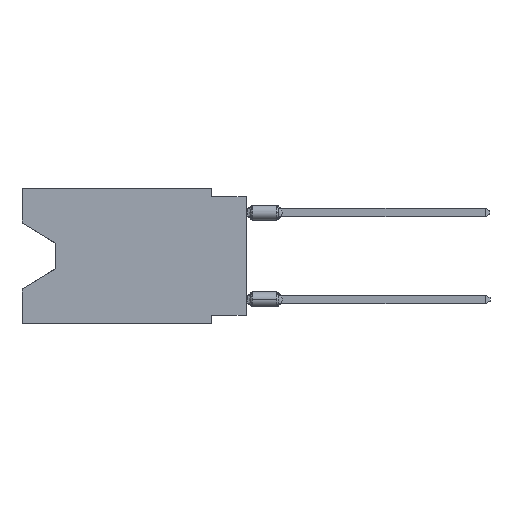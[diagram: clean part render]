
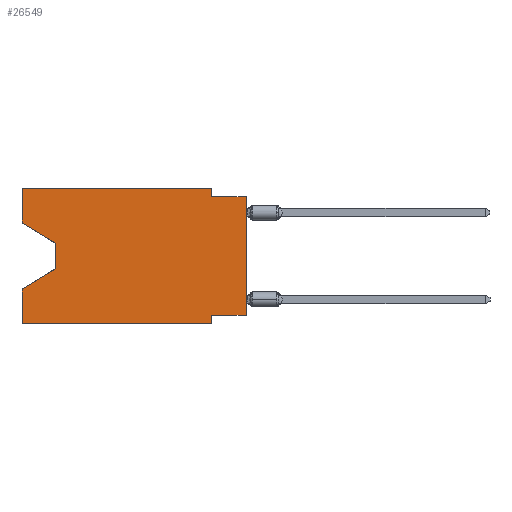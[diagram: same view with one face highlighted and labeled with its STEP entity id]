
A CAD part, left-side view. The second image highlights one B-rep face of the part: STEP entity #26549.
In plain terms, the highlighted planar face has unit normal (-1, 0, 0).
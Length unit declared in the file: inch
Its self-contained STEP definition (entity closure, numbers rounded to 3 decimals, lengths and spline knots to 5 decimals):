
#437 = VERTEX_POINT ( 'NONE', #43921 ) ;
#1265 = EDGE_CURVE ( 'NONE', #50235, #23311, #39059, .T. ) ;
#1912 = VECTOR ( 'NONE', #26009, 39.37008 ) ;
#2314 = VECTOR ( 'NONE', #22373, 39.37008 ) ;
#2873 = DIRECTION ( 'NONE',  ( 0., 0., -1. ) ) ;
#3200 = VERTEX_POINT ( 'NONE', #22710 ) ;
#3529 = VERTEX_POINT ( 'NONE', #45389 ) ;
#3822 = LINE ( 'NONE', #8551, #34462 ) ;
#4196 = CARTESIAN_POINT ( 'NONE',  ( 0., 0.1, -0.365 ) ) ;
#4976 = DIRECTION ( 'NONE',  ( 0., -1., 0. ) ) ;
#5010 = EDGE_CURVE ( 'NONE', #48239, #46300, #37671, .T. ) ;
#5420 = DIRECTION ( 'NONE',  ( 0., 0., 1. ) ) ;
#6731 = EDGE_CURVE ( 'NONE', #48239, #23311, #32474, .T. ) ;
#6941 = VECTOR ( 'NONE', #26897, 39.37008 ) ;
#7142 = DIRECTION ( 'NONE',  ( 1., 0., 0. ) ) ;
#7289 = ORIENTED_EDGE ( 'NONE', *, *, #17199, .F. ) ;
#8551 = CARTESIAN_POINT ( 'NONE',  ( 0., 0.1, 0. ) ) ;
#8587 = VECTOR ( 'NONE', #38669, 39.37008 ) ;
#9291 = EDGE_CURVE ( 'NONE', #18147, #46300, #24103, .T. ) ;
#10025 = LINE ( 'NONE', #14741, #37721 ) ;
#10285 = CARTESIAN_POINT ( 'NONE',  ( 0., 0.1, -0.39 ) ) ;
#10770 = CARTESIAN_POINT ( 'NONE',  ( 0., 0., -0.025 ) ) ;
#11797 = CARTESIAN_POINT ( 'NONE',  ( 0., 0.1, -0.39 ) ) ;
#11922 = AXIS2_PLACEMENT_3D ( 'NONE', #39366, #7142, #48070 ) ;
#12832 = CARTESIAN_POINT ( 'NONE',  ( 0., 0.645, -0.39 ) ) ;
#13042 = DIRECTION ( 'NONE',  ( 0., 0., -1. ) ) ;
#13306 = LINE ( 'NONE', #42102, #1912 ) ;
#13790 = LINE ( 'NONE', #17224, #23112 ) ;
#14375 = ORIENTED_EDGE ( 'NONE', *, *, #40527, .T. ) ;
#14738 = LINE ( 'NONE', #10770, #6941 ) ;
#14741 = CARTESIAN_POINT ( 'NONE',  ( 0., 0., -0.365 ) ) ;
#16563 = EDGE_CURVE ( 'NONE', #3200, #3529, #35281, .T. ) ;
#16584 = ORIENTED_EDGE ( 'NONE', *, *, #16563, .F. ) ;
#16796 = DIRECTION ( 'NONE',  ( 0., 0., 1. ) ) ;
#17196 = ORIENTED_EDGE ( 'NONE', *, *, #31879, .F. ) ;
#17199 = EDGE_CURVE ( 'NONE', #3529, #21520, #13790, .T. ) ;
#17224 = CARTESIAN_POINT ( 'NONE',  ( 0., 0.645, 0. ) ) ;
#17789 = LINE ( 'NONE', #29451, #8587 ) ;
#18147 = VERTEX_POINT ( 'NONE', #41806 ) ;
#18263 = EDGE_LOOP ( 'NONE', ( #14375, #35484, #44214, #36765, #25971, #48950, #17196, #48653, #23974, #42476, #7289, #16584 ) ) ;
#19036 = FACE_OUTER_BOUND ( 'NONE', #18263, .T. ) ;
#19600 = CARTESIAN_POINT ( 'NONE',  ( 0., 0.55, -0.232 ) ) ;
#20710 = EDGE_CURVE ( 'NONE', #29017, #29773, #45322, .T. ) ;
#21520 = VERTEX_POINT ( 'NONE', #50644 ) ;
#22373 = DIRECTION ( 'NONE',  ( 0., 0., 1. ) ) ;
#22710 = CARTESIAN_POINT ( 'NONE',  ( 0., 0.645, -0.10025 ) ) ;
#23112 = VECTOR ( 'NONE', #33356, 39.37008 ) ;
#23297 = EDGE_CURVE ( 'NONE', #46342, #29773, #14738, .T. ) ;
#23311 = VERTEX_POINT ( 'NONE', #11797 ) ;
#23928 = CARTESIAN_POINT ( 'NONE',  ( 0., 0., -0.025 ) ) ;
#23974 = ORIENTED_EDGE ( 'NONE', *, *, #23297, .F. ) ;
#24103 = LINE ( 'NONE', #19600, #34806 ) ;
#25015 = CARTESIAN_POINT ( 'NONE',  ( 0., 0.645, 0. ) ) ;
#25971 = ORIENTED_EDGE ( 'NONE', *, *, #6731, .T. ) ;
#26009 = DIRECTION ( 'NONE',  ( 0., -0.855, -0.519 ) ) ;
#26549 = ADVANCED_FACE ( 'NONE', ( #19036 ), #35138, .F. ) ;
#26897 = DIRECTION ( 'NONE',  ( 0., -1., 0. ) ) ;
#28807 = EDGE_CURVE ( 'NONE', #437, #18147, #17789, .T. ) ;
#29017 = VERTEX_POINT ( 'NONE', #47641 ) ;
#29451 = CARTESIAN_POINT ( 'NONE',  ( 0., 0.55, -0.158 ) ) ;
#29773 = VERTEX_POINT ( 'NONE', #23928 ) ;
#30377 = CARTESIAN_POINT ( 'NONE',  ( 0., 0.645, -0.28975 ) ) ;
#31879 = EDGE_CURVE ( 'NONE', #29017, #50235, #10025, .T. ) ;
#32090 = VECTOR ( 'NONE', #4976, 39.37008 ) ;
#32474 = LINE ( 'NONE', #44866, #32090 ) ;
#33173 = CARTESIAN_POINT ( 'NONE',  ( 0., 0., 0. ) ) ;
#33356 = DIRECTION ( 'NONE',  ( 0., -1., 0. ) ) ;
#34101 = EDGE_CURVE ( 'NONE', #21520, #46342, #3822, .T. ) ;
#34462 = VECTOR ( 'NONE', #13042, 39.37008 ) ;
#34806 = VECTOR ( 'NONE', #39934, 39.37008 ) ;
#35138 = PLANE ( 'NONE',  #11922 ) ;
#35281 = LINE ( 'NONE', #35522, #2314 ) ;
#35484 = ORIENTED_EDGE ( 'NONE', *, *, #28807, .T. ) ;
#35522 = CARTESIAN_POINT ( 'NONE',  ( 0., 0.645, 0. ) ) ;
#36394 = VECTOR ( 'NONE', #5420, 39.37008 ) ;
#36765 = ORIENTED_EDGE ( 'NONE', *, *, #5010, .F. ) ;
#37671 = LINE ( 'NONE', #25015, #46578 ) ;
#37721 = VECTOR ( 'NONE', #49901, 39.37008 ) ;
#38669 = DIRECTION ( 'NONE',  ( 0., 0., -1. ) ) ;
#39059 = LINE ( 'NONE', #10285, #41811 ) ;
#39366 = CARTESIAN_POINT ( 'NONE',  ( 0., 0.645, 0. ) ) ;
#39934 = DIRECTION ( 'NONE',  ( 0., 0.855, -0.519 ) ) ;
#40527 = EDGE_CURVE ( 'NONE', #3200, #437, #13306, .T. ) ;
#41806 = CARTESIAN_POINT ( 'NONE',  ( 0., 0.55, -0.232 ) ) ;
#41811 = VECTOR ( 'NONE', #2873, 39.37008 ) ;
#42102 = CARTESIAN_POINT ( 'NONE',  ( 0., 0.645, -0.10025 ) ) ;
#42476 = ORIENTED_EDGE ( 'NONE', *, *, #34101, .F. ) ;
#43921 = CARTESIAN_POINT ( 'NONE',  ( 0., 0.55, -0.158 ) ) ;
#44214 = ORIENTED_EDGE ( 'NONE', *, *, #9291, .T. ) ;
#44866 = CARTESIAN_POINT ( 'NONE',  ( 0., 0.645, -0.39 ) ) ;
#45322 = LINE ( 'NONE', #33173, #36394 ) ;
#45389 = CARTESIAN_POINT ( 'NONE',  ( 0., 0.645, 0. ) ) ;
#46300 = VERTEX_POINT ( 'NONE', #30377 ) ;
#46342 = VERTEX_POINT ( 'NONE', #50710 ) ;
#46578 = VECTOR ( 'NONE', #16796, 39.37008 ) ;
#47641 = CARTESIAN_POINT ( 'NONE',  ( 0., 0., -0.365 ) ) ;
#48070 = DIRECTION ( 'NONE',  ( 0., 0., -1. ) ) ;
#48239 = VERTEX_POINT ( 'NONE', #12832 ) ;
#48653 = ORIENTED_EDGE ( 'NONE', *, *, #20710, .T. ) ;
#48950 = ORIENTED_EDGE ( 'NONE', *, *, #1265, .F. ) ;
#49901 = DIRECTION ( 'NONE',  ( 0., 1., 0. ) ) ;
#50235 = VERTEX_POINT ( 'NONE', #4196 ) ;
#50644 = CARTESIAN_POINT ( 'NONE',  ( 0., 0.1, 0. ) ) ;
#50710 = CARTESIAN_POINT ( 'NONE',  ( 0., 0.1, -0.025 ) ) ;
